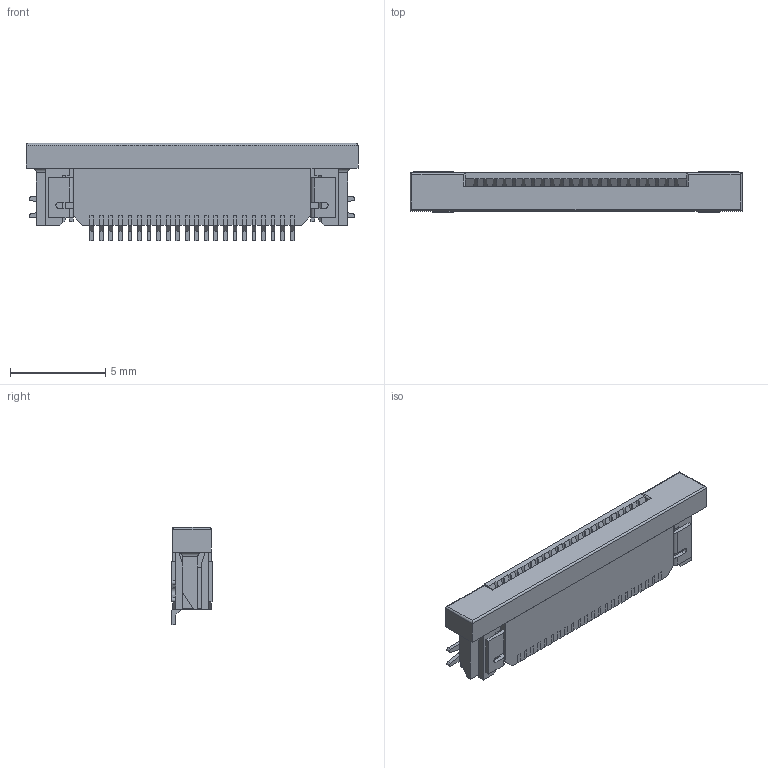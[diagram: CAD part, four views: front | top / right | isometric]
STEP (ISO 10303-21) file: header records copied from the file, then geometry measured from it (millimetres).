
FILE_DESCRIPTION( ( 'Unknown' ), '1' );
FILE_NAME( '68712214522.stp', 'Unknown', ( 'Unknown' ), ( 'Unknown' ), 'PSStep 17.0.49', 'Unknown', ' ' );
FILE_SCHEMA( ( 'AUTOMOTIVE_DESIGN { 1 0 10303 214 1 1 1 1 }' ) );
Length unit declared in the file: millimetre
Products named in the file (6): Assem1; 6871xx14522_PIN; 6871xx14522_Patte; 6871xx14522_Patte_2; 68712214522; 68712214522_CAP
Assembly tree (26 placements, depth 2):
  Assem1
    6871xx14522_PIN  x22
    6871xx14522_Patte
    6871xx14522_Patte_2
    68712214522
    68712214522_CAP
Bounding box: 17.4 x 2.1 x 5.1 mm (x, y, z)
Volume: 118 mm3; surface area: 757.7 mm2
Topology: 26 solids, 26 shells, 1076 faces, 3224 edges, 2114 vertices
Faces by surface type: plane 1035, cylinder 41
Entity records: 25627 total; most frequent: ORIENTED_EDGE 3802, CARTESIAN_POINT 3753, DIRECTION 3211, EDGE_CURVE 1901, LINE 1831, VECTOR 1831, VERTEX_POINT 1232, AXIS2_PLACEMENT_3D 690
